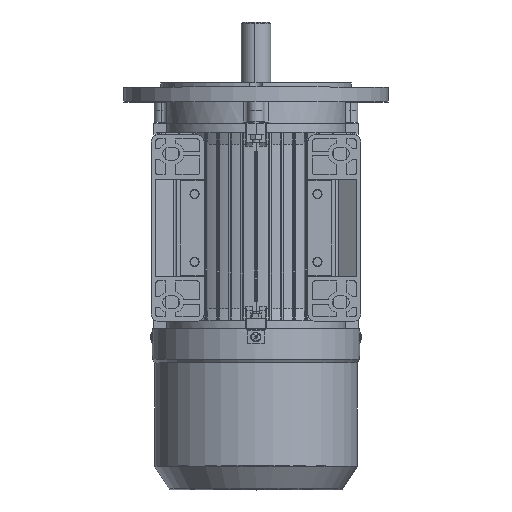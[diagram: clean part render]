
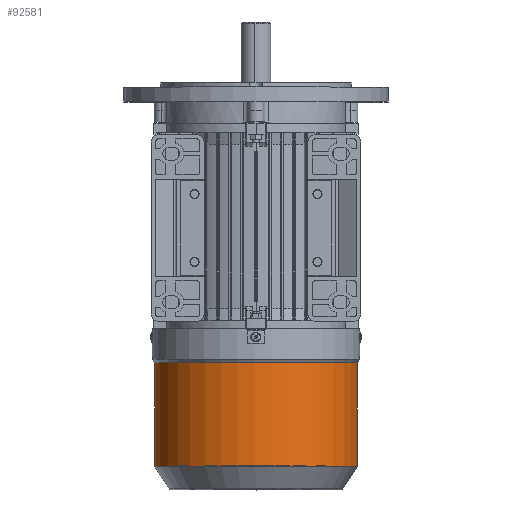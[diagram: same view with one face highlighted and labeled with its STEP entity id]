
A CAD part, top view. The second image highlights one B-rep face of the part: STEP entity #92581.
In plain terms, the highlighted cylindrical face has radius 95.75 mm (diameter 191.5 mm), a partial arc.
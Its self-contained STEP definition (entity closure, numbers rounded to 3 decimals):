
#34095 = EDGE_LOOP ( 'NONE', ( #92436, #92456, #93012, #93018 ) ) ;
#48580 = CARTESIAN_POINT ( 'NONE',  ( -117.92, 0., 95.75 ) ) ;
#48582 = CARTESIAN_POINT ( 'NONE',  ( -117.92, 0., -95.75 ) ) ;
#48587 = DIRECTION ( 'NONE',  ( 0., 0., -1. ) ) ;
#48588 = DIRECTION ( 'NONE',  ( 1., 0., 0. ) ) ;
#48589 = CARTESIAN_POINT ( 'NONE',  ( -117.92, 0., 0. ) ) ;
#48590 = AXIS2_PLACEMENT_3D ( 'NONE', #48589, #48588, #48587 ) ;
#48591 = CIRCLE ( 'NONE', #48590, 95.75 ) ;
#48697 = DIRECTION ( 'NONE',  ( 0., 0., -1. ) ) ;
#48698 = DIRECTION ( 'NONE',  ( 1., 0., 0. ) ) ;
#48699 = CARTESIAN_POINT ( 'NONE',  ( 0., 0., 0. ) ) ;
#48700 = AXIS2_PLACEMENT_3D ( 'NONE', #48699, #48698, #48697 ) ;
#48702 = CYLINDRICAL_SURFACE ( 'NONE', #48700, 95.75 ) ;
#48703 = FACE_OUTER_BOUND ( 'NONE', #34095, .T. ) ;
#48719 = CARTESIAN_POINT ( 'NONE',  ( -20.246, 0., 95.75 ) ) ;
#48720 = DIRECTION ( 'NONE',  ( 0., 0., -1. ) ) ;
#48721 = DIRECTION ( 'NONE',  ( 1., 0., 0. ) ) ;
#48722 = CARTESIAN_POINT ( 'NONE',  ( -20.246, 0., 0. ) ) ;
#48723 = AXIS2_PLACEMENT_3D ( 'NONE', #48722, #48721, #48720 ) ;
#48724 = CIRCLE ( 'NONE', #48723, 95.75 ) ;
#48725 = CARTESIAN_POINT ( 'NONE',  ( -20.246, 0., -95.75 ) ) ;
#49311 = DIRECTION ( 'NONE',  ( 1., 0., 0. ) ) ;
#49312 = VECTOR ( 'NONE', #49311, 1000. ) ;
#49313 = CARTESIAN_POINT ( 'NONE',  ( 0., 0., -95.75 ) ) ;
#49314 = LINE ( 'NONE', #49313, #49312 ) ;
#49325 = DIRECTION ( 'NONE',  ( 1., 0., 0. ) ) ;
#49326 = VECTOR ( 'NONE', #49325, 1000. ) ;
#49327 = CARTESIAN_POINT ( 'NONE',  ( 0., 0., 95.75 ) ) ;
#49328 = LINE ( 'NONE', #49327, #49326 ) ;
#92436 = ORIENTED_EDGE ( 'NONE', *, *, #92438, .T. ) ;
#92438 = EDGE_CURVE ( 'NONE', #92444, #92447, #48591, .T. ) ;
#92444 = VERTEX_POINT ( 'NONE', #48582 ) ;
#92447 = VERTEX_POINT ( 'NONE', #48580 ) ;
#92456 = ORIENTED_EDGE ( 'NONE', *, *, #93001, .T. ) ;
#92551 = VERTEX_POINT ( 'NONE', #48725 ) ;
#92561 = EDGE_CURVE ( 'NONE', #92551, #92565, #48724, .T. ) ;
#92565 = VERTEX_POINT ( 'NONE', #48719 ) ;
#92581 = ADVANCED_FACE ( 'NONE', ( #48703 ), #48702, .T. ) ;
#93001 = EDGE_CURVE ( 'NONE', #92447, #92565, #49328, .T. ) ;
#93012 = ORIENTED_EDGE ( 'NONE', *, *, #92561, .F. ) ;
#93018 = ORIENTED_EDGE ( 'NONE', *, *, #93024, .F. ) ;
#93024 = EDGE_CURVE ( 'NONE', #92444, #92551, #49314, .T. ) ;
